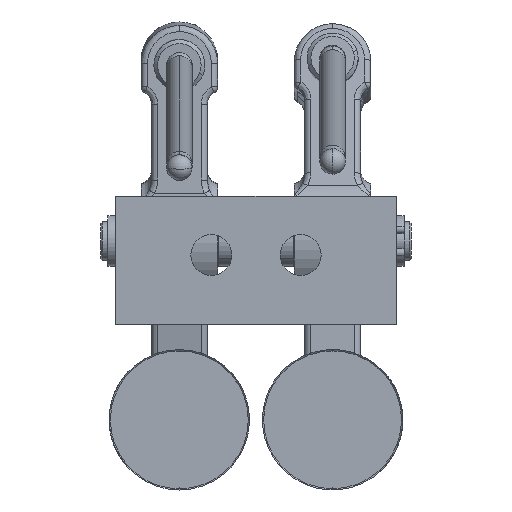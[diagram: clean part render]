
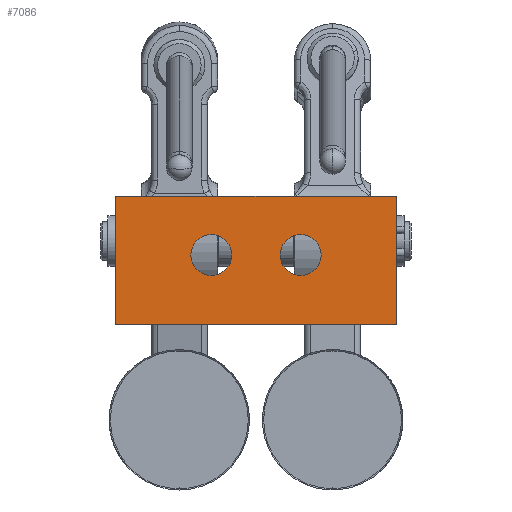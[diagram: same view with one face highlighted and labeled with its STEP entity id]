
A CAD part, front view. The second image highlights one B-rep face of the part: STEP entity #7086.
In plain terms, the highlighted planar face has unit normal (0, -1, 0).
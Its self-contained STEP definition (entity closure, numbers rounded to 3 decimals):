
#102 = LINE ( 'NONE', #11897, #11900 ) ;
#114 = VECTOR ( 'NONE', #10900, 1000. ) ;
#115 = CARTESIAN_POINT ( 'NONE',  ( -11., 0., -6. ) ) ;
#198 = CARTESIAN_POINT ( 'NONE',  ( -11., 0., 4. ) ) ;
#427 = VERTEX_POINT ( 'NONE', #115 ) ;
#463 = CARTESIAN_POINT ( 'NONE',  ( -3.5, 0., 1. ) ) ;
#811 = DIRECTION ( 'NONE',  ( 0., 1., 0. ) ) ;
#1005 = DIRECTION ( 'NONE',  ( 0., 0., 1. ) ) ;
#1021 = VERTEX_POINT ( 'NONE', #10816 ) ;
#1091 = FACE_OUTER_BOUND ( 'NONE', #3077, .T. ) ;
#1275 = ORIENTED_EDGE ( 'NONE', *, *, #4981, .F. ) ;
#1379 = EDGE_LOOP ( 'NONE', ( #9708, #2411 ) ) ;
#1864 = ORIENTED_EDGE ( 'NONE', *, *, #7807, .F. ) ;
#2224 = DIRECTION ( 'NONE',  ( 0., -1., 0. ) ) ;
#2292 = PLANE ( 'NONE',  #12065 ) ;
#2355 = DIRECTION ( 'NONE',  ( 0., 0., -1. ) ) ;
#2411 = ORIENTED_EDGE ( 'NONE', *, *, #11737, .T. ) ;
#2445 = CARTESIAN_POINT ( 'NONE',  ( 11., 0., -6. ) ) ;
#2604 = CARTESIAN_POINT ( 'NONE',  ( 3.5, 0., -0.6 ) ) ;
#2719 = VECTOR ( 'NONE', #1005, 1000. ) ;
#3058 = LINE ( 'NONE', #2445, #2719 ) ;
#3077 = EDGE_LOOP ( 'NONE', ( #4218, #10626, #1864, #3912 ) ) ;
#3533 = DIRECTION ( 'NONE',  ( 0., -1., 0. ) ) ;
#3733 = LINE ( 'NONE', #12648, #114 ) ;
#3912 = ORIENTED_EDGE ( 'NONE', *, *, #7886, .T. ) ;
#3999 = CARTESIAN_POINT ( 'NONE',  ( 11., 0., 4. ) ) ;
#4050 = DIRECTION ( 'NONE',  ( 0., -1., 0. ) ) ;
#4218 = ORIENTED_EDGE ( 'NONE', *, *, #12861, .T. ) ;
#4350 = CARTESIAN_POINT ( 'NONE',  ( -3.5, 0., -0.6 ) ) ;
#4426 = LINE ( 'NONE', #8516, #9717 ) ;
#4467 = CARTESIAN_POINT ( 'NONE',  ( 3.5, 0., 1. ) ) ;
#4981 = EDGE_CURVE ( 'NONE', #12438, #1021, #8672, .T. ) ;
#5338 = CARTESIAN_POINT ( 'NONE',  ( 11., 0., -6. ) ) ;
#5383 = CIRCLE ( 'NONE', #12879, 1.6 ) ;
#5476 = AXIS2_PLACEMENT_3D ( 'NONE', #2604, #3533, #11777 ) ;
#6117 = CIRCLE ( 'NONE', #5476, 1.6 ) ;
#6337 = FACE_BOUND ( 'NONE', #1379, .T. ) ;
#7004 = CIRCLE ( 'NONE', #9778, 1.6 ) ;
#7086 = ADVANCED_FACE ( 'NONE', ( #1091, #7485, #6337 ), #2292, .T. ) ;
#7092 = VERTEX_POINT ( 'NONE', #5338 ) ;
#7297 = EDGE_CURVE ( 'NONE', #8854, #7551, #3733, .T. ) ;
#7438 = DIRECTION ( 'NONE',  ( 0., 0., -1. ) ) ;
#7485 = FACE_BOUND ( 'NONE', #10665, .T. ) ;
#7551 = VERTEX_POINT ( 'NONE', #3999 ) ;
#7577 = ORIENTED_EDGE ( 'NONE', *, *, #12479, .F. ) ;
#7807 = EDGE_CURVE ( 'NONE', #427, #8854, #102, .T. ) ;
#7886 = EDGE_CURVE ( 'NONE', #427, #7092, #4426, .T. ) ;
#8354 = VERTEX_POINT ( 'NONE', #10768 ) ;
#8516 = CARTESIAN_POINT ( 'NONE',  ( 11., 0., -6. ) ) ;
#8672 = CIRCLE ( 'NONE', #10373, 1.6 ) ;
#8854 = VERTEX_POINT ( 'NONE', #198 ) ;
#8891 = VERTEX_POINT ( 'NONE', #463 ) ;
#9370 = CARTESIAN_POINT ( 'NONE',  ( 11., 0., -6. ) ) ;
#9551 = EDGE_CURVE ( 'NONE', #8891, #8354, #5383, .T. ) ;
#9579 = DIRECTION ( 'NONE',  ( 1., 0., 0. ) ) ;
#9708 = ORIENTED_EDGE ( 'NONE', *, *, #9551, .T. ) ;
#9717 = VECTOR ( 'NONE', #9579, 1000. ) ;
#9778 = AXIS2_PLACEMENT_3D ( 'NONE', #4350, #12399, #11525 ) ;
#10007 = DIRECTION ( 'NONE',  ( 0., 0., 1. ) ) ;
#10373 = AXIS2_PLACEMENT_3D ( 'NONE', #12958, #4050, #13087 ) ;
#10626 = ORIENTED_EDGE ( 'NONE', *, *, #7297, .F. ) ;
#10665 = EDGE_LOOP ( 'NONE', ( #1275, #7577 ) ) ;
#10768 = CARTESIAN_POINT ( 'NONE',  ( -3.5, 0., -2.2 ) ) ;
#10816 = CARTESIAN_POINT ( 'NONE',  ( 3.5, 0., -2.2 ) ) ;
#10900 = DIRECTION ( 'NONE',  ( 1., 0., 0. ) ) ;
#11525 = DIRECTION ( 'NONE',  ( 0., 0., -1. ) ) ;
#11596 = CARTESIAN_POINT ( 'NONE',  ( -3.5, 0., -0.6 ) ) ;
#11737 = EDGE_CURVE ( 'NONE', #8354, #8891, #7004, .T. ) ;
#11777 = DIRECTION ( 'NONE',  ( 0., 0., -1. ) ) ;
#11897 = CARTESIAN_POINT ( 'NONE',  ( -11., 0., -6. ) ) ;
#11900 = VECTOR ( 'NONE', #10007, 1000. ) ;
#12065 = AXIS2_PLACEMENT_3D ( 'NONE', #9370, #2224, #2355 ) ;
#12399 = DIRECTION ( 'NONE',  ( 0., 1., 0. ) ) ;
#12438 = VERTEX_POINT ( 'NONE', #4467 ) ;
#12479 = EDGE_CURVE ( 'NONE', #1021, #12438, #6117, .T. ) ;
#12648 = CARTESIAN_POINT ( 'NONE',  ( -11., 0., 4. ) ) ;
#12861 = EDGE_CURVE ( 'NONE', #7092, #7551, #3058, .T. ) ;
#12879 = AXIS2_PLACEMENT_3D ( 'NONE', #11596, #811, #7438 ) ;
#12958 = CARTESIAN_POINT ( 'NONE',  ( 3.5, 0., -0.6 ) ) ;
#13087 = DIRECTION ( 'NONE',  ( 0., 0., -1. ) ) ;
